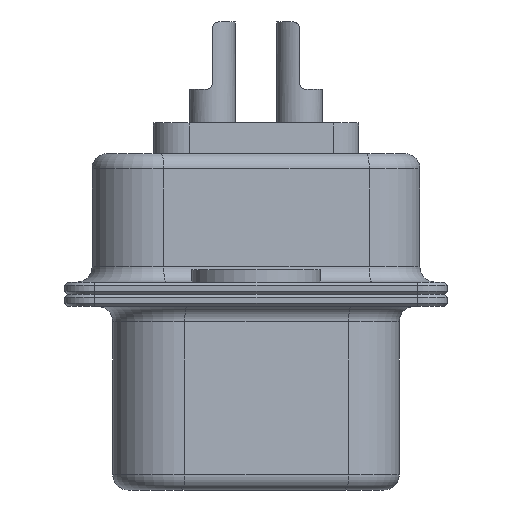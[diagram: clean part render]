
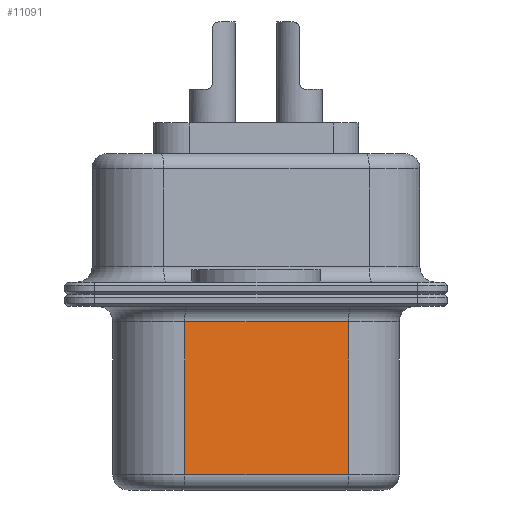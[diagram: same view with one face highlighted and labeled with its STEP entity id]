
A CAD part, left-side view. The second image highlights one B-rep face of the part: STEP entity #11091.
In plain terms, the highlighted planar face has unit normal (-0.985, -0.174, 0).
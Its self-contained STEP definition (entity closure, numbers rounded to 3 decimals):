
#230=PLANE('',#11950);
#603=LINE('',#18643,#1321);
#604=LINE('',#18652,#1322);
#605=LINE('',#18654,#1323);
#606=LINE('',#18655,#1324);
#1321=VECTOR('',#13692,10.);
#1322=VECTOR('',#13703,10.);
#1323=VECTOR('',#13704,10.);
#1324=VECTOR('',#13705,10.);
#2346=FACE_OUTER_BOUND('',#3003,.T.);
#3003=EDGE_LOOP('',(#8058,#8059,#8060,#8061));
#4816=VERTEX_POINT('',#18635);
#4818=VERTEX_POINT('',#18641);
#4821=VERTEX_POINT('',#18651);
#4822=VERTEX_POINT('',#18653);
#6015=EDGE_CURVE('',#4816,#4818,#603,.T.);
#6019=EDGE_CURVE('',#4818,#4821,#604,.T.);
#6020=EDGE_CURVE('',#4821,#4822,#605,.T.);
#6021=EDGE_CURVE('',#4822,#4816,#606,.T.);
#8058=ORIENTED_EDGE('',*,*,#6015,.T.);
#8059=ORIENTED_EDGE('',*,*,#6019,.T.);
#8060=ORIENTED_EDGE('',*,*,#6020,.T.);
#8061=ORIENTED_EDGE('',*,*,#6021,.T.);
#11091=ADVANCED_FACE('',(#2346),#230,.F.);
#11950=AXIS2_PLACEMENT_3D('',#18650,#13701,#13702);
#13692=DIRECTION('',(0.174,-0.985,0.));
#13701=DIRECTION('center_axis',(0.985,0.174,0.));
#13702=DIRECTION('ref_axis',(0.174,-0.985,0.));
#13703=DIRECTION('',(0.,0.,1.));
#13704=DIRECTION('',(-0.174,0.985,0.));
#13705=DIRECTION('',(0.,0.,-1.));
#18635=CARTESIAN_POINT('',(-47.69,2.333,-5.5));
#18641=CARTESIAN_POINT('',(-46.745,-3.027,-5.5));
#18643=CARTESIAN_POINT('',(-47.35,0.402,-5.5));
#18650=CARTESIAN_POINT('Origin',(-47.69,2.333,0.));
#18651=CARTESIAN_POINT('',(-46.745,-3.027,-0.5));
#18652=CARTESIAN_POINT('',(-46.745,-3.027,0.));
#18653=CARTESIAN_POINT('',(-47.69,2.333,-0.5));
#18654=CARTESIAN_POINT('',(-47.356,0.438,-0.5));
#18655=CARTESIAN_POINT('',(-47.69,2.333,0.));
